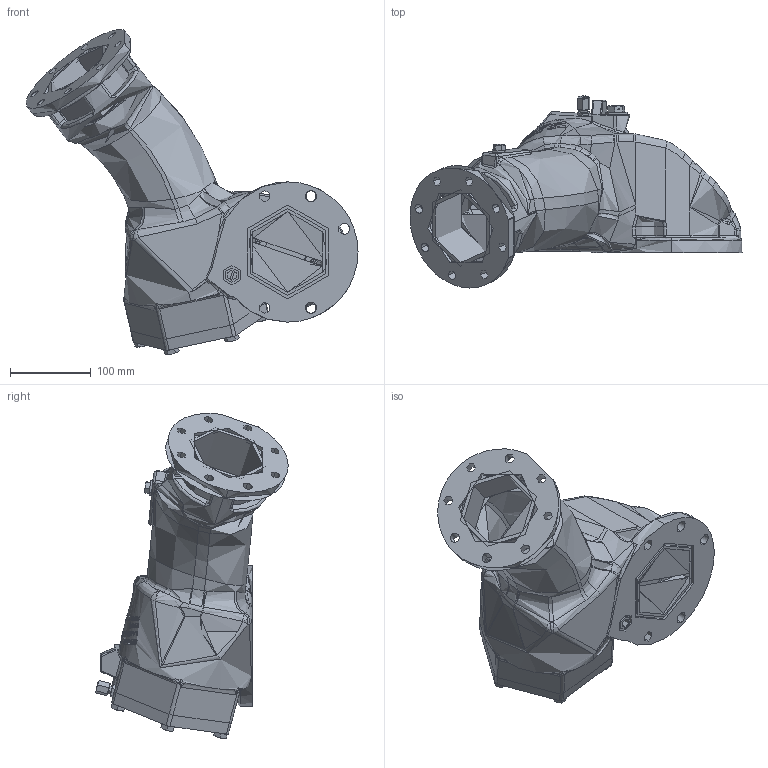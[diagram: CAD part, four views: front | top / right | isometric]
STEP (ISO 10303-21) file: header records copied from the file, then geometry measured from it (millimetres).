
FILE_DESCRIPTION (( 'STEP AP214' ), '1' );
FILE_NAME ('LA100-RK_22761.STEP', '2013-07-15T12:07:35', ( 'Admin2' ), ( '' ), 'SwSTEP 2.0', 'SolidWorks 2010', '' );
FILE_SCHEMA (( 'AUTOMOTIVE_DESIGN' ));
Length unit declared in the file: millimetre
Products named in the file (1): LA100-RK_22761
Bounding box: 411.63 x 238.75 x 403.19 mm (x, y, z)
Surface area: 396219.4 mm2 (no closed solid volume)
Topology: 0 solids, 36 shells, 1094 faces, 3295 edges, 2087 vertices
Faces by surface type: bspline 350, cylinder 299, plane 267, torus 76, cone 68, sphere 34
Entity records: 67084 total; most frequent: CARTESIAN_POINT 29978, ORIENTED_EDGE 5556, DIRECTION 4355, EDGE_CURVE 3246, VERTEX_POINT 2084, AXIS2_PLACEMENT_3D 1760, EDGE_LOOP 1205, UNCERTAINTY_MEASURE_WITH_UNIT 1096
